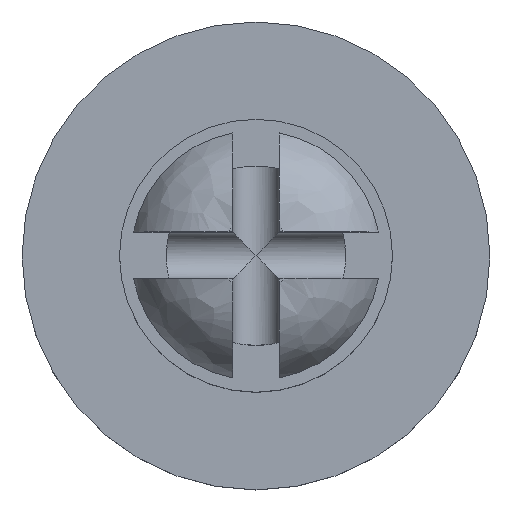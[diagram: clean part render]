
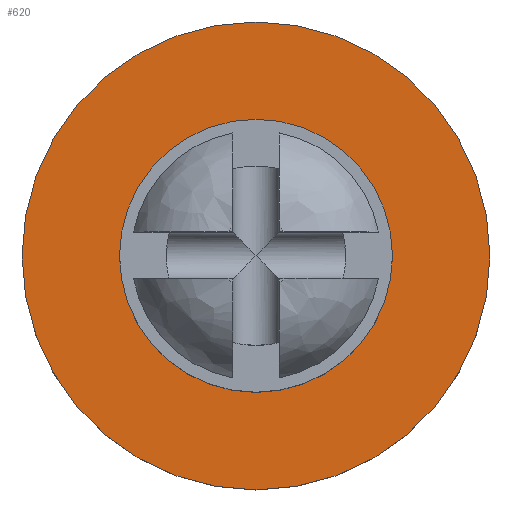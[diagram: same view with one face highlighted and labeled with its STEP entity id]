
A CAD part, top view. The second image highlights one B-rep face of the part: STEP entity #620.
In plain terms, the highlighted planar face has unit normal (0, 0, 1).
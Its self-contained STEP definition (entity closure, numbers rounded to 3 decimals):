
#138=FACE_BOUND('',#213,.T.);
#174=FACE_OUTER_BOUND('',#212,.T.);
#212=EDGE_LOOP('',(#563));
#213=EDGE_LOOP('',(#564));
#236=CIRCLE('',#691,4.375);
#237=CIRCLE('',#693,7.5);
#293=VERTEX_POINT('',#1241);
#294=VERTEX_POINT('',#1245);
#382=EDGE_CURVE('',#293,#293,#236,.T.);
#383=EDGE_CURVE('',#294,#294,#237,.T.);
#563=ORIENTED_EDGE('',*,*,#383,.T.);
#564=ORIENTED_EDGE('',*,*,#382,.T.);
#583=PLANE('',#695);
#620=ADVANCED_FACE('',(#174,#138),#583,.T.);
#691=AXIS2_PLACEMENT_3D('',#1243,#846,#847);
#693=AXIS2_PLACEMENT_3D('',#1246,#850,#851);
#695=AXIS2_PLACEMENT_3D('',#1250,#855,#856);
#846=DIRECTION('center_axis',(0.,0.,-1.));
#847=DIRECTION('ref_axis',(-1.,0.,0.));
#850=DIRECTION('center_axis',(0.,0.,1.));
#851=DIRECTION('ref_axis',(1.,0.,0.));
#855=DIRECTION('center_axis',(0.,0.,1.));
#856=DIRECTION('ref_axis',(1.,0.,0.));
#1241=CARTESIAN_POINT('',(15.73,9.857,2.));
#1243=CARTESIAN_POINT('Origin',(11.355,9.857,2.));
#1245=CARTESIAN_POINT('',(3.855,9.857,2.));
#1246=CARTESIAN_POINT('Origin',(11.355,9.857,2.));
#1250=CARTESIAN_POINT('Origin',(11.355,9.857,2.));
